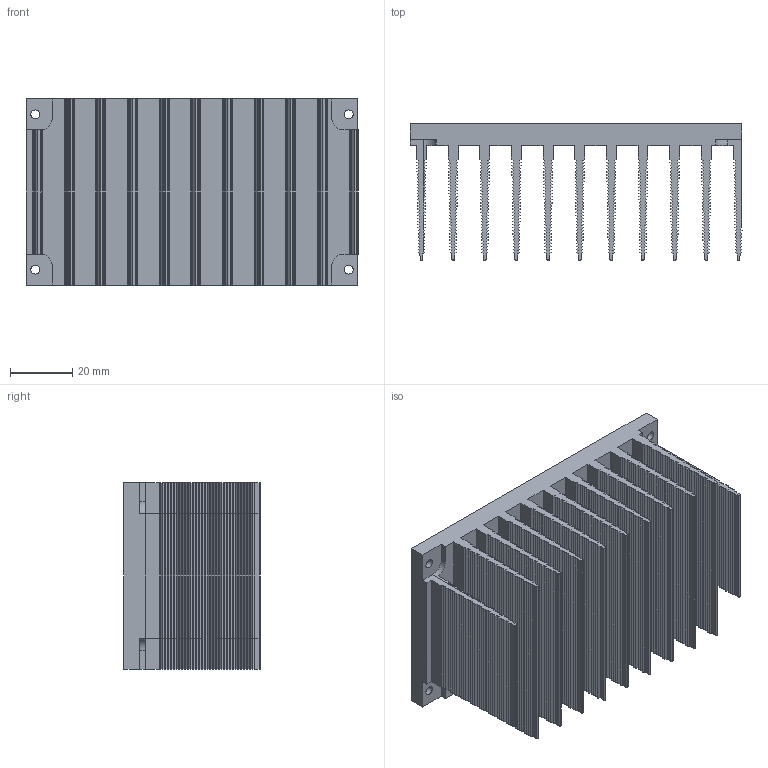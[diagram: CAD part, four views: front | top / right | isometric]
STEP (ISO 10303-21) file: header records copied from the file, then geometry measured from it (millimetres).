
FILE_DESCRIPTION(('STEP AP203'), '1');
FILE_NAME('櫛ち.752694.004 - 冓儰僗闉_182', '', ('UNSPECIFIED'), ('UNSPECIFIED'), 'ASCON STEP Converter 1.6', 'ASCON Math Kernel', '');
FILE_SCHEMA(('CONFIG_CONTROL_DESIGN'));
Length unit declared in the file: millimetre
Products named in the file (1): 櫛ち.752694.004
Bounding box: 107.02 x 44 x 60 mm (x, y, z)
Volume: 92189.6 mm3; surface area: 76634 mm2
Topology: 1 solids, 1 shells, 1444 faces, 4326 edges, 2884 vertices
Faces by surface type: plane 1380, cylinder 64
Full cylindrical faces by diameter (mm): 2.9 x4
Entity records: 59258 total; most frequent: CARTESIAN_POINT 9017, ORIENTED_EDGE 8644, DIRECTION 7150, EDGE_CURVE 4322, LINE 4140, VECTOR 4140, VERTEX_POINT 2884, AXIS2_PLACEMENT_3D 1505
